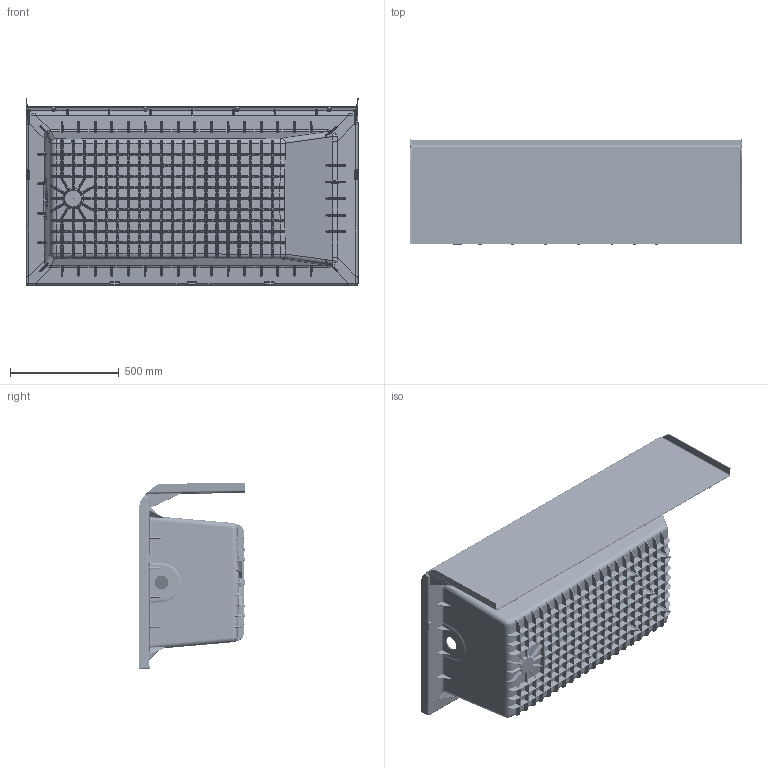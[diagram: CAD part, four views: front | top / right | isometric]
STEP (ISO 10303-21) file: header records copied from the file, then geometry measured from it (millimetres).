
FILE_DESCRIPTION (( 'STEP AP203' ), '1' );
FILE_NAME ('VP6032CTMINL.STEP', '2023-05-30T19:26:24', ( '' ), ( '' ), 'SwSTEP 2.0', 'SolidWorks 2020', '' );
FILE_SCHEMA (( 'CONFIG_CONTROL_DESIGN' ));
Products named in the file (1): VP6032CTMINL
Bounding box: 1524.05 x 482.8 x 858.43 mm (x, y, z)
Surface area: 7392811.5 mm2 (no closed solid volume)
Topology: 0 solids, 1 shells, 9034 faces, 21879 edges, 12150 vertices
Faces by surface type: bspline 4220, cylinder 3336, plane 1306, cone 88, sphere 58, torus 26
Entity records: 368973 total; most frequent: CARTESIAN_POINT 201730, ORIENTED_EDGE 42134, DIRECTION 27777, EDGE_CURVE 21067, VERTEX_POINT 12153, AXIS2_PLACEMENT_3D 10622, EDGE_LOOP 9154, ADVANCED_FACE 9034
